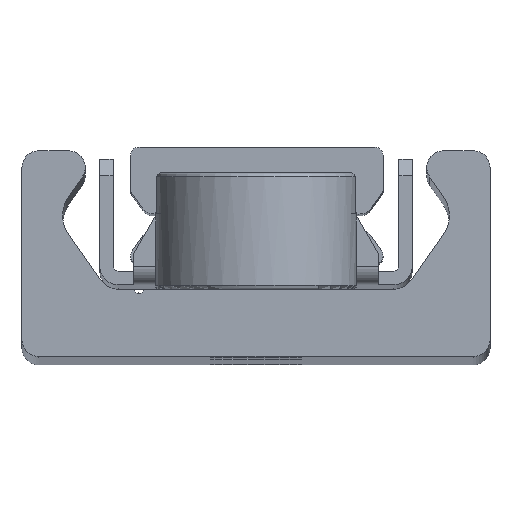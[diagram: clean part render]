
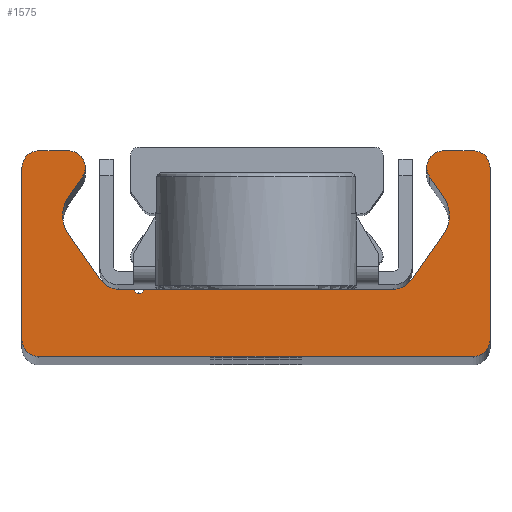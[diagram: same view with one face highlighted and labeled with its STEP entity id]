
A CAD part, top view. The second image highlights one B-rep face of the part: STEP entity #1575.
In plain terms, the highlighted planar face has unit normal (0, 0, 1).
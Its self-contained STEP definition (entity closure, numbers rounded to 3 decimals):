
#711=CARTESIAN_POINT('',(-13.0,0.0,290.0));
#712=VERTEX_POINT('',#711);
#713=CARTESIAN_POINT('',(-14.,1.0,290.0));
#714=VERTEX_POINT('',#713);
#715=CARTESIAN_POINT('',(-13.0,1.0,290.0));
#716=DIRECTION('',(0.0,0.0,-1.0));
#717=DIRECTION('',(-1.0,0.0,0.0));
#718=AXIS2_PLACEMENT_3D('',#715,#716,#717);
#719=CIRCLE('',#718,1.0);
#720=EDGE_CURVE('',#712,#714,#719,.T.);
#753=CARTESIAN_POINT('',(-14.,11.3,290.0));
#754=VERTEX_POINT('',#753);
#755=CARTESIAN_POINT('',(-14.,1.0,290.0));
#756=DIRECTION('',(0.0,1.0,0.0));
#757=VECTOR('',#756,10.3);
#758=LINE('',#755,#757);
#759=EDGE_CURVE('',#714,#754,#758,.T.);
#784=CARTESIAN_POINT('',(-13.0,12.3,290.0));
#785=VERTEX_POINT('',#784);
#786=CARTESIAN_POINT('',(-13.0,11.3,290.0));
#787=DIRECTION('',(0.0,0.0,-1.0));
#788=DIRECTION('',(0.0,1.0,0.0));
#789=AXIS2_PLACEMENT_3D('',#786,#787,#788);
#790=CIRCLE('',#789,1.0);
#791=EDGE_CURVE('',#754,#785,#790,.T.);
#817=CARTESIAN_POINT('',(-11.214,12.3,290.0));
#818=VERTEX_POINT('',#817);
#819=CARTESIAN_POINT('',(-13.0,12.3,290.0));
#820=DIRECTION('',(1.0,0.0,0.0));
#821=VECTOR('',#820,1.786);
#822=LINE('',#819,#821);
#823=EDGE_CURVE('',#785,#818,#822,.T.);
#848=CARTESIAN_POINT('',(-10.395,10.726,290.0));
#849=VERTEX_POINT('',#848);
#850=CARTESIAN_POINT('',(-11.214,11.3,290.0));
#851=DIRECTION('',(0.0,0.0,-1.0));
#852=DIRECTION('',(0.819,-0.574,0.0));
#853=AXIS2_PLACEMENT_3D('',#850,#851,#852);
#854=CIRCLE('',#853,1.0);
#855=EDGE_CURVE('',#818,#849,#854,.T.);
#881=CARTESIAN_POINT('',(-11.206,9.567,290.0));
#882=VERTEX_POINT('',#881);
#883=CARTESIAN_POINT('',(-10.395,10.726,290.0));
#884=DIRECTION('',(-0.574,-0.819,0.0));
#885=VECTOR('',#884,1.415);
#886=LINE('',#883,#885);
#887=EDGE_CURVE('',#849,#882,#886,.T.);
#912=CARTESIAN_POINT('',(-11.206,7.273,290.0));
#913=VERTEX_POINT('',#912);
#914=CARTESIAN_POINT('',(-9.568,8.42,290.0));
#915=DIRECTION('',(0.0,0.0,1.0));
#916=DIRECTION('',(0.819,-0.574,0.0));
#917=AXIS2_PLACEMENT_3D('',#914,#915,#916);
#918=CIRCLE('',#917,2.0);
#919=EDGE_CURVE('',#882,#913,#918,.T.);
#945=CARTESIAN_POINT('',(-9.363,4.64,290.0));
#946=VERTEX_POINT('',#945);
#947=CARTESIAN_POINT('',(-11.206,7.273,290.0));
#948=DIRECTION('',(0.574,-0.819,0.0));
#949=VECTOR('',#948,3.215);
#950=LINE('',#947,#949);
#951=EDGE_CURVE('',#913,#946,#950,.T.);
#976=CARTESIAN_POINT('',(-8.134,4.0,290.0));
#977=VERTEX_POINT('',#976);
#978=CARTESIAN_POINT('',(-8.134,5.5,290.0));
#979=DIRECTION('',(0.0,0.0,1.0));
#980=DIRECTION('',(0.819,0.574,0.0));
#981=AXIS2_PLACEMENT_3D('',#978,#979,#980);
#982=CIRCLE('',#981,1.5);
#983=EDGE_CURVE('',#946,#977,#982,.T.);
#1009=CARTESIAN_POINT('',(-7.335,4.,290.0));
#1010=VERTEX_POINT('',#1009);
#1011=CARTESIAN_POINT('',(-8.134,4.0,290.0));
#1012=DIRECTION('',(1.0,0.0,0.0));
#1013=VECTOR('',#1012,0.798);
#1014=LINE('',#1011,#1013);
#1015=EDGE_CURVE('',#977,#1010,#1014,.T.);
#1040=CARTESIAN_POINT('',(-7.24,3.929,290.0));
#1041=VERTEX_POINT('',#1040);
#1042=CARTESIAN_POINT('',(-7.335,3.9,290.0));
#1043=DIRECTION('',(0.0,0.0,-1.));
#1044=DIRECTION('',(0.958,0.286,0.0));
#1045=AXIS2_PLACEMENT_3D('',#1042,#1043,#1044);
#1046=CIRCLE('',#1045,0.1);
#1047=EDGE_CURVE('',#1010,#1041,#1046,.T.);
#1073=CARTESIAN_POINT('',(-6.76,3.929,290.0));
#1074=VERTEX_POINT('',#1073);
#1075=CARTESIAN_POINT('',(-7.,4.0,290.0));
#1076=DIRECTION('',(0.0,0.0,1.));
#1077=DIRECTION('',(0.958,0.286,0.0));
#1078=AXIS2_PLACEMENT_3D('',#1075,#1076,#1077);
#1079=CIRCLE('',#1078,0.25);
#1080=EDGE_CURVE('',#1041,#1074,#1079,.T.);
#1106=CARTESIAN_POINT('',(-6.665,4.,290.0));
#1107=VERTEX_POINT('',#1106);
#1108=CARTESIAN_POINT('',(-6.665,3.9,290.0));
#1109=DIRECTION('',(0.0,0.0,-1.0));
#1110=DIRECTION('',(0.0,1.0,0.0));
#1111=AXIS2_PLACEMENT_3D('',#1108,#1109,#1110);
#1112=CIRCLE('',#1111,0.1);
#1113=EDGE_CURVE('',#1074,#1107,#1112,.T.);
#1139=CARTESIAN_POINT('',(8.134,4.,290.0));
#1140=VERTEX_POINT('',#1139);
#1141=CARTESIAN_POINT('',(-6.665,4.,290.0));
#1142=DIRECTION('',(1.0,0.0,0.0));
#1143=VECTOR('',#1142,14.798);
#1144=LINE('',#1141,#1143);
#1145=EDGE_CURVE('',#1107,#1140,#1144,.T.);
#1188=CARTESIAN_POINT('',(9.363,4.64,290.0));
#1189=VERTEX_POINT('',#1188);
#1190=CARTESIAN_POINT('',(8.134,5.5,290.0));
#1191=DIRECTION('',(0.0,0.0,1.0));
#1192=DIRECTION('',(0.0,1.0,0.0));
#1193=AXIS2_PLACEMENT_3D('',#1190,#1191,#1192);
#1194=CIRCLE('',#1193,1.5);
#1195=EDGE_CURVE('',#1140,#1189,#1194,.T.);
#1221=CARTESIAN_POINT('',(11.206,7.273,290.0));
#1222=VERTEX_POINT('',#1221);
#1223=CARTESIAN_POINT('',(9.363,4.64,290.0));
#1224=DIRECTION('',(0.574,0.819,0.0));
#1225=VECTOR('',#1224,3.215);
#1226=LINE('',#1223,#1225);
#1227=EDGE_CURVE('',#1189,#1222,#1226,.T.);
#1252=CARTESIAN_POINT('',(11.206,9.567,290.0));
#1253=VERTEX_POINT('',#1252);
#1254=CARTESIAN_POINT('',(9.568,8.42,290.0));
#1255=DIRECTION('',(0.0,0.0,1.));
#1256=DIRECTION('',(-0.819,0.574,0.0));
#1257=AXIS2_PLACEMENT_3D('',#1254,#1255,#1256);
#1258=CIRCLE('',#1257,2.0);
#1259=EDGE_CURVE('',#1222,#1253,#1258,.T.);
#1285=CARTESIAN_POINT('',(10.395,10.726,290.0));
#1286=VERTEX_POINT('',#1285);
#1287=CARTESIAN_POINT('',(11.206,9.567,290.0));
#1288=DIRECTION('',(-0.574,0.819,0.0));
#1289=VECTOR('',#1288,1.415);
#1290=LINE('',#1287,#1289);
#1291=EDGE_CURVE('',#1253,#1286,#1290,.T.);
#1316=CARTESIAN_POINT('',(11.214,12.3,290.0));
#1317=VERTEX_POINT('',#1316);
#1318=CARTESIAN_POINT('',(11.214,11.3,290.0));
#1319=DIRECTION('',(0.0,0.0,-1.0));
#1320=DIRECTION('',(0.0,1.0,0.0));
#1321=AXIS2_PLACEMENT_3D('',#1318,#1319,#1320);
#1322=CIRCLE('',#1321,1.0);
#1323=EDGE_CURVE('',#1286,#1317,#1322,.T.);
#1349=CARTESIAN_POINT('',(13.0,12.3,290.0));
#1350=VERTEX_POINT('',#1349);
#1351=CARTESIAN_POINT('',(11.214,12.3,290.0));
#1352=DIRECTION('',(1.0,0.0,0.0));
#1353=VECTOR('',#1352,1.786);
#1354=LINE('',#1351,#1353);
#1355=EDGE_CURVE('',#1317,#1350,#1354,.T.);
#1380=CARTESIAN_POINT('',(14.,11.3,290.0));
#1381=VERTEX_POINT('',#1380);
#1382=CARTESIAN_POINT('',(13.0,11.3,290.0));
#1383=DIRECTION('',(0.0,0.0,-1.0));
#1384=DIRECTION('',(1.0,0.0,0.0));
#1385=AXIS2_PLACEMENT_3D('',#1382,#1383,#1384);
#1386=CIRCLE('',#1385,1.0);
#1387=EDGE_CURVE('',#1350,#1381,#1386,.T.);
#1413=CARTESIAN_POINT('',(14.,1.0,290.0));
#1414=VERTEX_POINT('',#1413);
#1415=CARTESIAN_POINT('',(14.,11.3,290.0));
#1416=DIRECTION('',(0.0,-1.0,0.0));
#1417=VECTOR('',#1416,10.3);
#1418=LINE('',#1415,#1417);
#1419=EDGE_CURVE('',#1381,#1414,#1418,.T.);
#1444=CARTESIAN_POINT('',(13.0,0.0,290.0));
#1445=VERTEX_POINT('',#1444);
#1446=CARTESIAN_POINT('',(13.0,1.0,290.0));
#1447=DIRECTION('',(0.0,0.0,-1.0));
#1448=DIRECTION('',(0.0,-1.0,0.0));
#1449=AXIS2_PLACEMENT_3D('',#1446,#1447,#1448);
#1450=CIRCLE('',#1449,1.0);
#1451=EDGE_CURVE('',#1414,#1445,#1450,.T.);
#1477=CARTESIAN_POINT('',(13.0,0.0,290.0));
#1478=DIRECTION('',(-1.0,0.0,0.0));
#1479=VECTOR('',#1478,26.0);
#1480=LINE('',#1477,#1479);
#1481=EDGE_CURVE('',#1445,#712,#1480,.T.);
#1544=CARTESIAN_POINT('',(-0.017,4.731,290.0));
#1545=DIRECTION('',(0.0,0.0,1.0));
#1546=DIRECTION('',(1.0,0.0,0.0));
#1547=AXIS2_PLACEMENT_3D('',#1544,#1545,#1546);
#1548=PLANE('',#1547);
#1549=ORIENTED_EDGE('',*,*,#720,.F.);
#1550=ORIENTED_EDGE('',*,*,#1481,.F.);
#1551=ORIENTED_EDGE('',*,*,#1451,.F.);
#1552=ORIENTED_EDGE('',*,*,#1419,.F.);
#1553=ORIENTED_EDGE('',*,*,#1387,.F.);
#1554=ORIENTED_EDGE('',*,*,#1355,.F.);
#1555=ORIENTED_EDGE('',*,*,#1323,.F.);
#1556=ORIENTED_EDGE('',*,*,#1291,.F.);
#1557=ORIENTED_EDGE('',*,*,#1259,.F.);
#1558=ORIENTED_EDGE('',*,*,#1227,.F.);
#1559=ORIENTED_EDGE('',*,*,#1195,.F.);
#1560=ORIENTED_EDGE('',*,*,#1145,.F.);
#1561=ORIENTED_EDGE('',*,*,#1113,.F.);
#1562=ORIENTED_EDGE('',*,*,#1080,.F.);
#1563=ORIENTED_EDGE('',*,*,#1047,.F.);
#1564=ORIENTED_EDGE('',*,*,#1015,.F.);
#1565=ORIENTED_EDGE('',*,*,#983,.F.);
#1566=ORIENTED_EDGE('',*,*,#951,.F.);
#1567=ORIENTED_EDGE('',*,*,#919,.F.);
#1568=ORIENTED_EDGE('',*,*,#887,.F.);
#1569=ORIENTED_EDGE('',*,*,#855,.F.);
#1570=ORIENTED_EDGE('',*,*,#823,.F.);
#1571=ORIENTED_EDGE('',*,*,#791,.F.);
#1572=ORIENTED_EDGE('',*,*,#759,.F.);
#1573=EDGE_LOOP('',(#1549,#1550,#1551,#1552,#1553,#1554,#1555,#1556,#1557,#1558,#1559,#1560,#1561,#1562,#1563,#1564,#1565,#1566,#1567,#1568,#1569,#1570,#1571,#1572));
#1574=FACE_OUTER_BOUND('',#1573,.T.);
#1575=ADVANCED_FACE('',(#1574),#1548,.T.);
